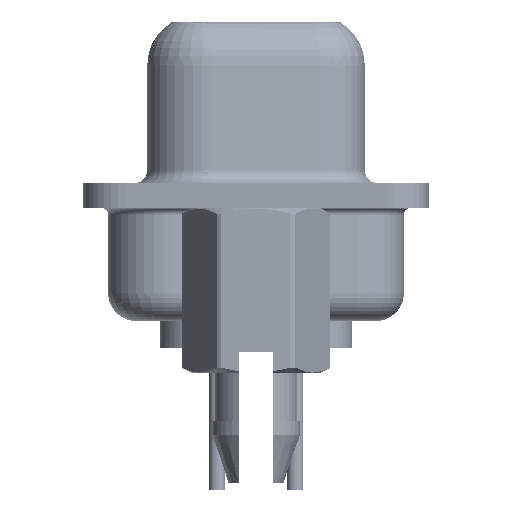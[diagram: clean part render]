
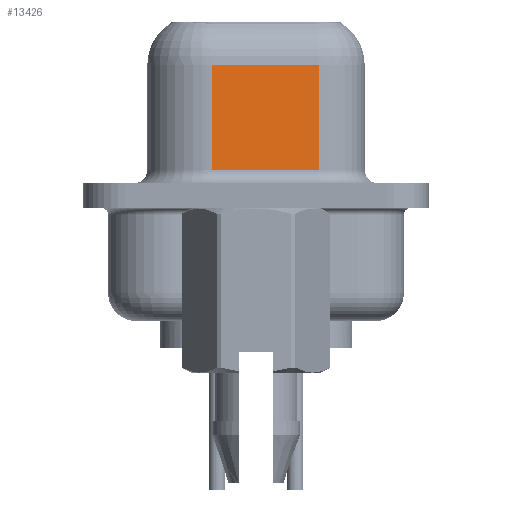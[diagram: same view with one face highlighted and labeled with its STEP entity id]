
A CAD part, left-side view. The second image highlights one B-rep face of the part: STEP entity #13426.
In plain terms, the highlighted planar face has unit normal (-0.985, -0.174, 0).
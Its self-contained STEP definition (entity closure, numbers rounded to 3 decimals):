
#2131 = CARTESIAN_POINT ( 'NONE',  ( 5.048, -2.297, 6.52 ) ) ;
#2542 = DIRECTION ( 'NONE',  ( 0., 0., -1. ) ) ;
#2549 = DIRECTION ( 'NONE',  ( -0.174, 0.985, 0. ) ) ;
#2762 = VERTEX_POINT ( 'NONE', #3830 ) ;
#3787 = CARTESIAN_POINT ( 'NONE',  ( 5.048, -2.297, 0.95 ) ) ;
#3830 = CARTESIAN_POINT ( 'NONE',  ( 4.36, 1.603, 0.95 ) ) ;
#4618 = CARTESIAN_POINT ( 'NONE',  ( 4.36, 1.603, 4.77 ) ) ;
#4966 = EDGE_CURVE ( 'NONE', #2762, #18680, #10273, .T. ) ;
#8306 = VECTOR ( 'NONE', #2549, 1000. ) ;
#8503 = VERTEX_POINT ( 'NONE', #8557 ) ;
#8557 = CARTESIAN_POINT ( 'NONE',  ( 5.048, -2.297, 4.77 ) ) ;
#9003 = VECTOR ( 'NONE', #20163, 1000. ) ;
#10150 = VECTOR ( 'NONE', #2542, 1000. ) ;
#10273 = LINE ( 'NONE', #26222, #27854 ) ;
#10444 = ORIENTED_EDGE ( 'NONE', *, *, #4966, .T. ) ;
#11621 = EDGE_CURVE ( 'NONE', #8503, #18680, #15584, .T. ) ;
#11975 = FACE_OUTER_BOUND ( 'NONE', #19784, .T. ) ;
#12131 = CARTESIAN_POINT ( 'NONE',  ( 5.048, -2.297, 6.52 ) ) ;
#12336 = DIRECTION ( 'NONE',  ( 0.174, -0.985, 0. ) ) ;
#13426 = ADVANCED_FACE ( 'NONE', ( #11975 ), #14798, .F. ) ;
#13787 = LINE ( 'NONE', #22781, #10150 ) ;
#14097 = CARTESIAN_POINT ( 'NONE',  ( 5.048, -2.297, 4.77 ) ) ;
#14798 = PLANE ( 'NONE',  #15079 ) ;
#15079 = AXIS2_PLACEMENT_3D ( 'NONE', #12131, #19379, #23518 ) ;
#15584 = LINE ( 'NONE', #2131, #9003 ) ;
#18680 = VERTEX_POINT ( 'NONE', #3787 ) ;
#19276 = EDGE_CURVE ( 'NONE', #8503, #24789, #25315, .T. ) ;
#19379 = DIRECTION ( 'NONE',  ( 0.985, 0.174, 0. ) ) ;
#19784 = EDGE_LOOP ( 'NONE', ( #20020, #23525, #24602, #10444 ) ) ;
#20020 = ORIENTED_EDGE ( 'NONE', *, *, #11621, .F. ) ;
#20163 = DIRECTION ( 'NONE',  ( 0., 0., -1. ) ) ;
#22781 = CARTESIAN_POINT ( 'NONE',  ( 4.36, 1.603, 6.52 ) ) ;
#23518 = DIRECTION ( 'NONE',  ( -0.174, 0.985, 0. ) ) ;
#23525 = ORIENTED_EDGE ( 'NONE', *, *, #19276, .T. ) ;
#23985 = EDGE_CURVE ( 'NONE', #24789, #2762, #13787, .T. ) ;
#24602 = ORIENTED_EDGE ( 'NONE', *, *, #23985, .T. ) ;
#24789 = VERTEX_POINT ( 'NONE', #4618 ) ;
#25315 = LINE ( 'NONE', #14097, #8306 ) ;
#26222 = CARTESIAN_POINT ( 'NONE',  ( 5.048, -2.297, 0.95 ) ) ;
#27854 = VECTOR ( 'NONE', #12336, 1000. ) ;
